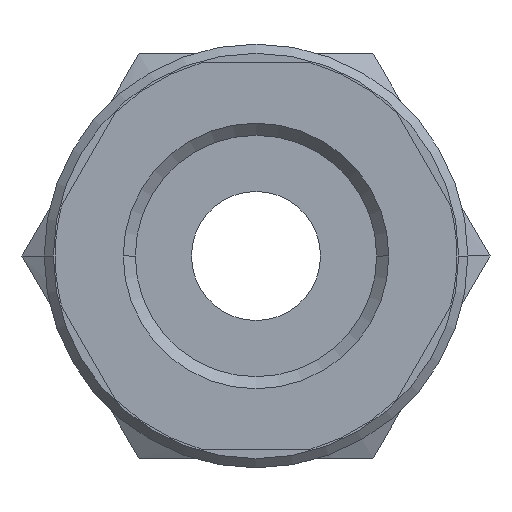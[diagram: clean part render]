
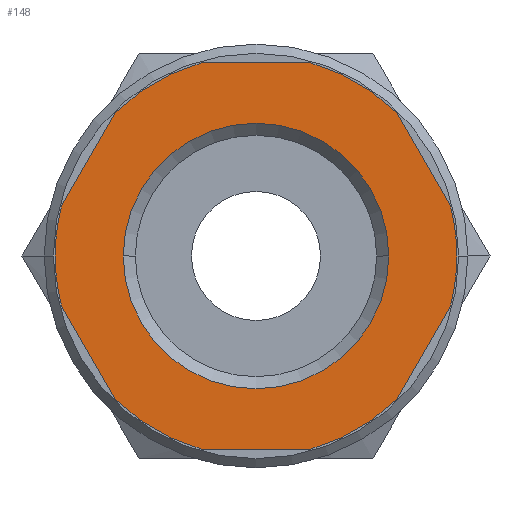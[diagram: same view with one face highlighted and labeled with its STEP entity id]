
A CAD part, front view. The second image highlights one B-rep face of the part: STEP entity #148.
In plain terms, the highlighted planar face has unit normal (0, -1, 0).
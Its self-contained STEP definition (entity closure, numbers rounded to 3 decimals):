
#148=ADVANCED_FACE('',(#355,#356),#357,.T.);
#355=FACE_BOUND('',#624,.T.);
#356=FACE_OUTER_BOUND('',#625,.T.);
#357=PLANE('',#626);
#624=EDGE_LOOP('',(#985,#986));
#625=EDGE_LOOP('',(#987,#988,#989,#990,#991,#992,#993,#994,#995,#996,#997,#998,#999,#1000));
#626=AXIS2_PLACEMENT_3D('',#1001,#1002,#1003);
#985=ORIENTED_EDGE('',*,*,#1616,.T.);
#986=ORIENTED_EDGE('',*,*,#1537,.T.);
#987=ORIENTED_EDGE('',*,*,#1555,.T.);
#988=ORIENTED_EDGE('',*,*,#1614,.F.);
#989=ORIENTED_EDGE('',*,*,#1545,.T.);
#990=ORIENTED_EDGE('',*,*,#1617,.F.);
#991=ORIENTED_EDGE('',*,*,#1618,.T.);
#992=ORIENTED_EDGE('',*,*,#1619,.F.);
#993=ORIENTED_EDGE('',*,*,#1620,.F.);
#994=ORIENTED_EDGE('',*,*,#1621,.T.);
#995=ORIENTED_EDGE('',*,*,#1572,.F.);
#996=ORIENTED_EDGE('',*,*,#1622,.T.);
#997=ORIENTED_EDGE('',*,*,#1623,.F.);
#998=ORIENTED_EDGE('',*,*,#1540,.T.);
#999=ORIENTED_EDGE('',*,*,#1583,.F.);
#1000=ORIENTED_EDGE('',*,*,#1624,.F.);
#1001=CARTESIAN_POINT('',(5.45,0.0,0.0));
#1002=DIRECTION('',(-0.0,-1.0,-0.0));
#1003=DIRECTION('',(-1.0,0.0,0.0));
#1537=EDGE_CURVE('',#1807,#1811,#1813,.T.);
#1540=EDGE_CURVE('',#1818,#1815,#1819,.T.);
#1545=EDGE_CURVE('',#1827,#1824,#1828,.T.);
#1555=EDGE_CURVE('',#1845,#1842,#1846,.T.);
#1572=EDGE_CURVE('',#1874,#1869,#1876,.T.);
#1583=EDGE_CURVE('',#1891,#1815,#1893,.T.);
#1614=EDGE_CURVE('',#1827,#1842,#1940,.T.);
#1616=EDGE_CURVE('',#1811,#1807,#1942,.T.);
#1617=EDGE_CURVE('',#1943,#1824,#1944,.T.);
#1618=EDGE_CURVE('',#1943,#1945,#1946,.T.);
#1619=EDGE_CURVE('',#1947,#1945,#1948,.T.);
#1620=EDGE_CURVE('',#1949,#1947,#1950,.T.);
#1621=EDGE_CURVE('',#1949,#1869,#1951,.T.);
#1622=EDGE_CURVE('',#1874,#1952,#1953,.T.);
#1623=EDGE_CURVE('',#1818,#1952,#1954,.T.);
#1624=EDGE_CURVE('',#1845,#1891,#1955,.T.);
#1807=VERTEX_POINT('',#2187);
#1811=VERTEX_POINT('',#2192);
#1813=CIRCLE('',#2195,7.205);
#1815=VERTEX_POINT('',#2197);
#1818=VERTEX_POINT('',#2201);
#1819=LINE('',#2202,#2203);
#1824=VERTEX_POINT('',#2210);
#1827=VERTEX_POINT('',#2214);
#1828=LINE('',#2215,#2216);
#1842=VERTEX_POINT('',#2234);
#1845=VERTEX_POINT('',#2238);
#1846=LINE('',#2239,#2240);
#1869=VERTEX_POINT('',#2269);
#1874=VERTEX_POINT('',#2275);
#1876=CIRCLE('',#2278,10.9);
#1891=VERTEX_POINT('',#2295);
#1893=CIRCLE('',#2298,10.9);
#1940=CIRCLE('',#2406,10.9);
#1942=CIRCLE('',#2408,7.205);
#1943=VERTEX_POINT('',#2409);
#1944=CIRCLE('',#2410,10.9);
#1945=VERTEX_POINT('',#2411);
#1946=LINE('',#2412,#2413);
#1947=VERTEX_POINT('',#2414);
#1948=CIRCLE('',#2415,10.9);
#1949=VERTEX_POINT('',#2416);
#1950=CIRCLE('',#2417,10.9);
#1951=LINE('',#2418,#2419);
#1952=VERTEX_POINT('',#2420);
#1953=LINE('',#2421,#2422);
#1954=CIRCLE('',#2423,10.9);
#1955=CIRCLE('',#2424,10.9);
#2187=CARTESIAN_POINT('',(7.205,0.0,0.));
#2192=CARTESIAN_POINT('',(-7.205,0.0,0.));
#2195=AXIS2_PLACEMENT_3D('',#2903,#2904,#2905);
#2197=CARTESIAN_POINT('',(-10.556,0.0,2.716));
#2201=CARTESIAN_POINT('',(-7.63,0.0,7.784));
#2202=CARTESIAN_POINT('',(-8.412,0.0,6.43));
#2203=VECTOR('',#2907,1.0);
#2210=CARTESIAN_POINT('',(2.926,0.0,-10.5));
#2214=CARTESIAN_POINT('',(-2.926,0.0,-10.5));
#2215=CARTESIAN_POINT('',(2.725,0.0,-10.5));
#2216=VECTOR('',#2911,1.0);
#2234=CARTESIAN_POINT('',(-7.63,0.0,-7.784));
#2238=CARTESIAN_POINT('',(-10.556,0.0,-2.716));
#2239=CARTESIAN_POINT('',(-8.412,0.0,-6.43));
#2240=VECTOR('',#2923,1.0);
#2269=CARTESIAN_POINT('',(7.63,0.0,7.784));
#2275=CARTESIAN_POINT('',(2.926,0.0,10.5));
#2278=AXIS2_PLACEMENT_3D('',#2947,#2948,#2949);
#2295=CARTESIAN_POINT('',(-10.9,0.0,0.));
#2298=AXIS2_PLACEMENT_3D('',#2965,#2966,#2967);
#2406=AXIS2_PLACEMENT_3D('',#3007,#3008,#3009);
#2408=AXIS2_PLACEMENT_3D('',#3010,#3011,#3012);
#2409=CARTESIAN_POINT('',(7.63,0.0,-7.784));
#2410=AXIS2_PLACEMENT_3D('',#3013,#3014,#3015);
#2411=CARTESIAN_POINT('',(10.556,0.0,-2.716));
#2412=CARTESIAN_POINT('',(9.775,0.0,-4.07));
#2413=VECTOR('',#3016,1.0);
#2414=CARTESIAN_POINT('',(10.9,0.0,0.));
#2415=AXIS2_PLACEMENT_3D('',#3017,#3018,#3019);
#2416=CARTESIAN_POINT('',(10.556,0.0,2.716));
#2417=AXIS2_PLACEMENT_3D('',#3020,#3021,#3022);
#2418=CARTESIAN_POINT('',(9.775,0.0,4.07));
#2419=VECTOR('',#3023,1.0);
#2420=CARTESIAN_POINT('',(-2.926,0.0,10.5));
#2421=CARTESIAN_POINT('',(2.725,0.0,10.5));
#2422=VECTOR('',#3024,1.0);
#2423=AXIS2_PLACEMENT_3D('',#3025,#3026,#3027);
#2424=AXIS2_PLACEMENT_3D('',#3028,#3029,#3030);
#2903=CARTESIAN_POINT('',(0.0,0.0,0.0));
#2904=DIRECTION('',(-0.0,1.0,0.0));
#2905=DIRECTION('',(1.0,0.0,0.0));
#2907=DIRECTION('',(-0.5,0.0,-0.866));
#2911=DIRECTION('',(1.0,-0.0,0.0));
#2923=DIRECTION('',(0.5,0.0,-0.866));
#2947=CARTESIAN_POINT('',(0.0,0.0,0.0));
#2948=DIRECTION('',(-0.0,1.0,0.0));
#2949=DIRECTION('',(1.0,0.0,0.0));
#2965=CARTESIAN_POINT('',(0.0,0.0,0.0));
#2966=DIRECTION('',(-0.0,1.0,0.0));
#2967=DIRECTION('',(1.0,0.0,0.0));
#3007=CARTESIAN_POINT('',(0.0,0.0,0.0));
#3008=DIRECTION('',(-0.0,1.0,0.0));
#3009=DIRECTION('',(1.0,0.0,0.0));
#3010=CARTESIAN_POINT('',(0.0,0.0,0.0));
#3011=DIRECTION('',(-0.0,1.0,0.0));
#3012=DIRECTION('',(1.0,0.0,0.0));
#3013=CARTESIAN_POINT('',(0.0,0.0,0.0));
#3014=DIRECTION('',(-0.0,1.0,0.0));
#3015=DIRECTION('',(1.0,0.0,0.0));
#3016=DIRECTION('',(0.5,-0.0,0.866));
#3017=CARTESIAN_POINT('',(0.0,0.0,0.0));
#3018=DIRECTION('',(-0.0,1.0,0.0));
#3019=DIRECTION('',(1.0,0.0,0.0));
#3020=CARTESIAN_POINT('',(0.0,0.0,0.0));
#3021=DIRECTION('',(-0.0,1.0,0.0));
#3022=DIRECTION('',(1.0,0.0,0.0));
#3023=DIRECTION('',(-0.5,0.0,0.866));
#3024=DIRECTION('',(-1.0,0.0,0.));
#3025=CARTESIAN_POINT('',(0.0,0.0,0.0));
#3026=DIRECTION('',(-0.0,1.0,0.0));
#3027=DIRECTION('',(1.0,0.0,0.0));
#3028=CARTESIAN_POINT('',(0.0,0.0,0.0));
#3029=DIRECTION('',(-0.0,1.0,0.0));
#3030=DIRECTION('',(1.0,0.0,0.0));
